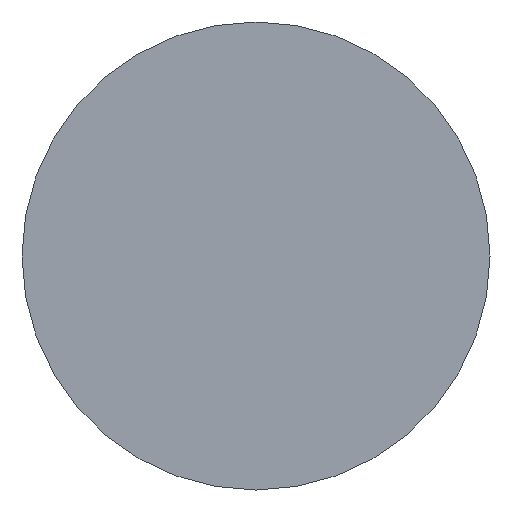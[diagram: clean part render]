
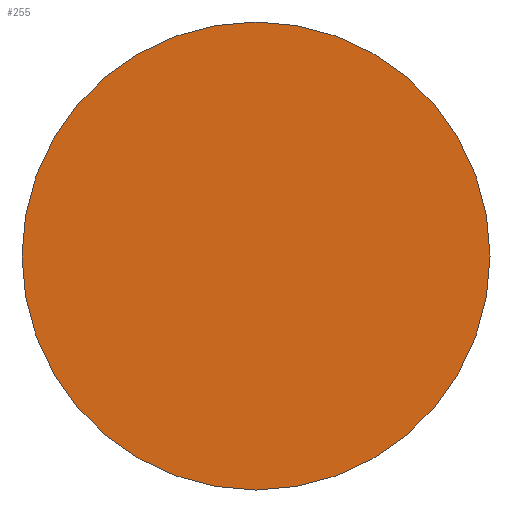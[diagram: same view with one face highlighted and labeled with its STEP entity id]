
A CAD part, front view. The second image highlights one B-rep face of the part: STEP entity #255.
In plain terms, the highlighted planar face has unit normal (0, -1, 0).
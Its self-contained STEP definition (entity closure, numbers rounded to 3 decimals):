
#175=EDGE_CURVE('',#251,#191,#360,.T.);
#187=EDGE_CURVE('',#191,#251,#374,.T.);
#191=VERTEX_POINT('',#378);
#251=VERTEX_POINT('',#444);
#255=ADVANCED_FACE('',(#450),#451,.T.);
#360=CIRCLE('',#570,50.0);
#374=CIRCLE('',#585,50.0);
#378=CARTESIAN_POINT('',(-50.0,-50.0,0.));
#444=CARTESIAN_POINT('',(50.0,-50.0,0.));
#450=FACE_OUTER_BOUND('',#684,.T.);
#451=PLANE('',#685);
#570=AXIS2_PLACEMENT_3D('',#792,#793,#794);
#585=AXIS2_PLACEMENT_3D('',#811,#812,#813);
#684=EDGE_LOOP('',(#901,#902));
#685=AXIS2_PLACEMENT_3D('',#903,#904,#905);
#792=CARTESIAN_POINT('',(0.0,-50.0,0.));
#793=DIRECTION('',(0.0,-1.0,0.));
#794=DIRECTION('',(1.0,0.0,0.0));
#811=CARTESIAN_POINT('',(0.0,-50.0,0.));
#812=DIRECTION('',(0.0,-1.0,0.));
#813=DIRECTION('',(1.0,0.0,0.0));
#901=ORIENTED_EDGE('',*,*,#175,.T.);
#902=ORIENTED_EDGE('',*,*,#187,.T.);
#903=CARTESIAN_POINT('',(0.0,-50.0,0.));
#904=DIRECTION('',(0.0,-1.0,0.));
#905=DIRECTION('',(1.0,0.0,0.0));
